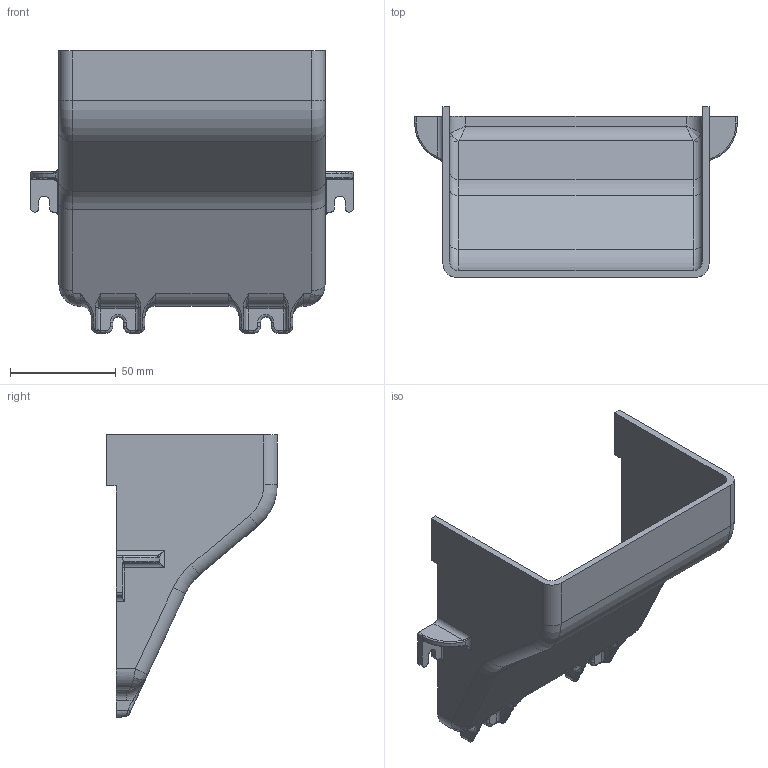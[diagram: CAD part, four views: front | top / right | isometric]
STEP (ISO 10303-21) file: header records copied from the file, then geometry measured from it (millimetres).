
FILE_DESCRIPTION(/* description */ (''),/* implementation_level */ '2;1');
FILE_NAME(/* name */ '17_Food_Hopper_V2.stp',/* time_stamp */ '2022-04-27T09:13:28-04:00',/* author */ (''),/* organization */ (''),/* preprocessor_version */ 'ST-DEVELOPER v18.102',/* originating_system */ 'SIEMENS PLM Software NX 2023',/* authorisation */ '');
FILE_SCHEMA (('AP203_CONFIGURATION_CONTROLLED_3D_DESIGN_OF_MECHANICAL_PARTS_AND_ASSEMBLIES_MIM_LF { 1 0 10303 403 2 1 2}'));
Length unit declared in the file: inch
Products named in the file (1): BOX_design_for_file_export_objects
Bounding box: 152.4 x 80.64 x 133.35 mm (x, y, z)
Volume: 99628.2 mm3; surface area: 63360.5 mm2
Topology: 1 solids, 1 shells, 208 faces, 523 edges, 295 vertices
Faces by surface type: cylinder 89, plane 50, torus 31, bspline 30, sphere 8
Entity records: 6799 total; most frequent: CARTESIAN_POINT 1913, DIRECTION 1053, ORIENTED_EDGE 1002, EDGE_CURVE 501, AXIS2_PLACEMENT_3D 413, VERTEX_POINT 295, LINE 227, VECTOR 227
